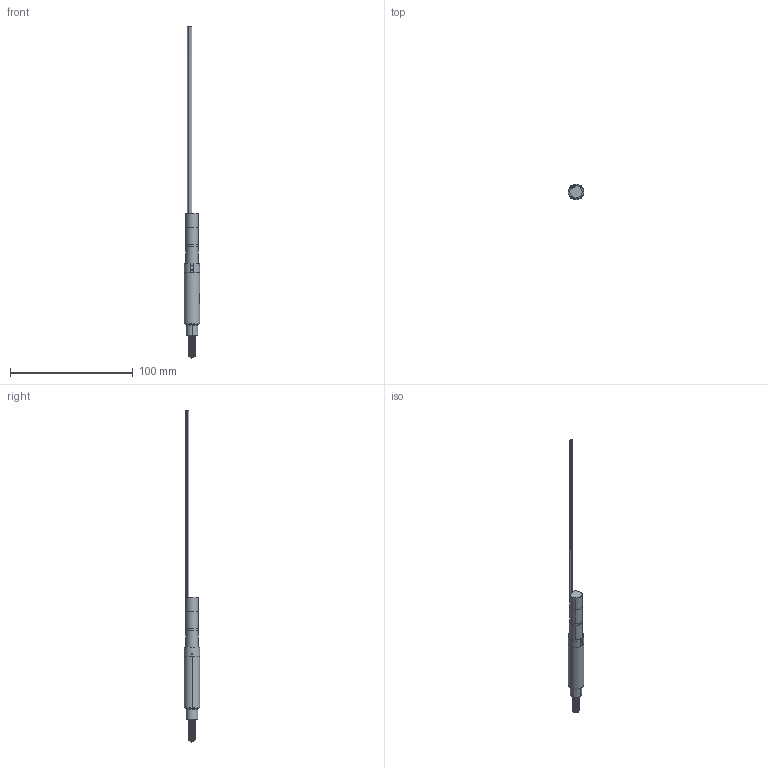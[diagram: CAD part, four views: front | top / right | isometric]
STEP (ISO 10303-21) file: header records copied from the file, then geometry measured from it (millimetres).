
FILE_DESCRIPTION (( 'STEP AP214' ), '1' );
FILE_NAME ('6470-E0W.step', '2007-11-09T04:35:18', ( ' ' ), ( ' ' ), 'SwSTEP 2.0', 'SolidWorks 2007', '' );
FILE_SCHEMA (( 'AUTOMOTIVE_DESIGN' ));
Length unit declared in the file: inch
Products named in the file (1): 6470-E0W
Bounding box: 12.7 x 12.7 x 269.92 mm (x, y, z)
Surface area: 7813.4 mm2 (no closed solid volume)
Topology: 0 solids, 10 shells, 208 faces, 828 edges, 630 vertices
Faces by surface type: cylinder 173, plane 23, cone 7, bspline 3, sphere 2
Entity records: 18315 total; most frequent: CARTESIAN_POINT 9433, ORIENTED_EDGE 1502, DIRECTION 1039, EDGE_CURVE 823, VERTEX_POINT 627, AXIS2_PLACEMENT_3D 373, VECTOR 293, LINE 293
